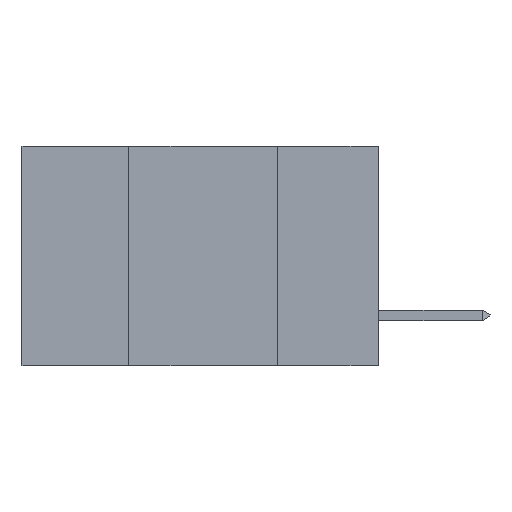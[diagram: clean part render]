
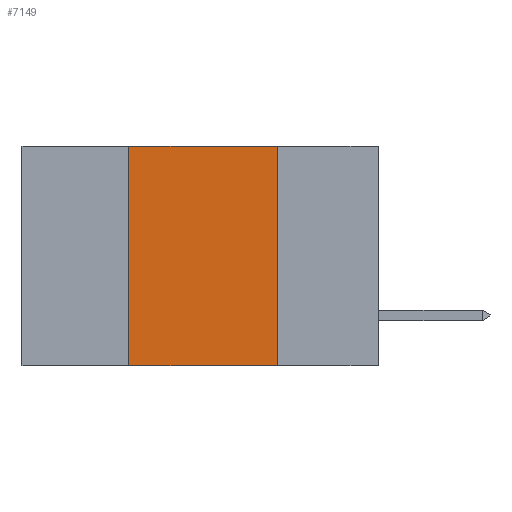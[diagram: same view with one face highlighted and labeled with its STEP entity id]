
A CAD part, left-side view. The second image highlights one B-rep face of the part: STEP entity #7149.
In plain terms, the highlighted planar face has unit normal (-1, 0, 0).
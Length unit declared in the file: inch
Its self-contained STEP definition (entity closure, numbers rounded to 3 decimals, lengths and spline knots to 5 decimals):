
#564 = DIRECTION ( 'NONE',  ( 0., -1., 0. ) ) ;
#701 = DIRECTION ( 'NONE',  ( 0., 0., -1. ) ) ;
#726 = CARTESIAN_POINT ( 'NONE',  ( 0., 0.6, 0. ) ) ;
#792 = CARTESIAN_POINT ( 'NONE',  ( 0., 0.42, 0. ) ) ;
#971 = LINE ( 'NONE', #792, #1255 ) ;
#1255 = VECTOR ( 'NONE', #10536, 39.37008 ) ;
#1291 = VECTOR ( 'NONE', #701, 39.37008 ) ;
#1845 = LINE ( 'NONE', #6970, #1291 ) ;
#2133 = CARTESIAN_POINT ( 'NONE',  ( 0., 0.6, -0.37 ) ) ;
#2274 = CARTESIAN_POINT ( 'NONE',  ( 0., 0.17, -0.37 ) ) ;
#3045 = FACE_OUTER_BOUND ( 'NONE', #3949, .T. ) ;
#3949 = EDGE_LOOP ( 'NONE', ( #5668, #5790, #6068, #6119 ) ) ;
#4024 = DIRECTION ( 'NONE',  ( 0., -1., 0. ) ) ;
#5018 = VECTOR ( 'NONE', #564, 39.37008 ) ;
#5044 = VECTOR ( 'NONE', #4024, 39.37008 ) ;
#5073 = LINE ( 'NONE', #2133, #5044 ) ;
#5081 = VERTEX_POINT ( 'NONE', #9726 ) ;
#5668 = ORIENTED_EDGE ( 'NONE', *, *, #10115, .F. ) ;
#5790 = ORIENTED_EDGE ( 'NONE', *, *, #7091, .F. ) ;
#5976 = VERTEX_POINT ( 'NONE', #8782 ) ;
#6002 = LINE ( 'NONE', #726, #5018 ) ;
#6068 = ORIENTED_EDGE ( 'NONE', *, *, #10151, .F. ) ;
#6119 = ORIENTED_EDGE ( 'NONE', *, *, #9094, .T. ) ;
#6549 = VERTEX_POINT ( 'NONE', #10179 ) ;
#6970 = CARTESIAN_POINT ( 'NONE',  ( 0., 0.17, 0. ) ) ;
#7091 = EDGE_CURVE ( 'NONE', #5081, #5976, #6002, .T. ) ;
#7149 = ADVANCED_FACE ( 'NONE', ( #3045 ), #9929, .F. ) ;
#8782 = CARTESIAN_POINT ( 'NONE',  ( 0., 0.17, 0. ) ) ;
#9094 = EDGE_CURVE ( 'NONE', #6549, #9228, #5073, .T. ) ;
#9228 = VERTEX_POINT ( 'NONE', #2274 ) ;
#9726 = CARTESIAN_POINT ( 'NONE',  ( 0., 0.42, 0. ) ) ;
#9746 = DIRECTION ( 'NONE',  ( 0., 0., -1. ) ) ;
#9814 = DIRECTION ( 'NONE',  ( 1., 0., 0. ) ) ;
#9929 = PLANE ( 'NONE',  #10080 ) ;
#9994 = CARTESIAN_POINT ( 'NONE',  ( 0., 0.6, 0. ) ) ;
#10080 = AXIS2_PLACEMENT_3D ( 'NONE', #9994, #9814, #9746 ) ;
#10115 = EDGE_CURVE ( 'NONE', #5976, #9228, #1845, .T. ) ;
#10151 = EDGE_CURVE ( 'NONE', #6549, #5081, #971, .T. ) ;
#10179 = CARTESIAN_POINT ( 'NONE',  ( 0., 0.42, -0.37 ) ) ;
#10536 = DIRECTION ( 'NONE',  ( 0., 0., 1. ) ) ;
